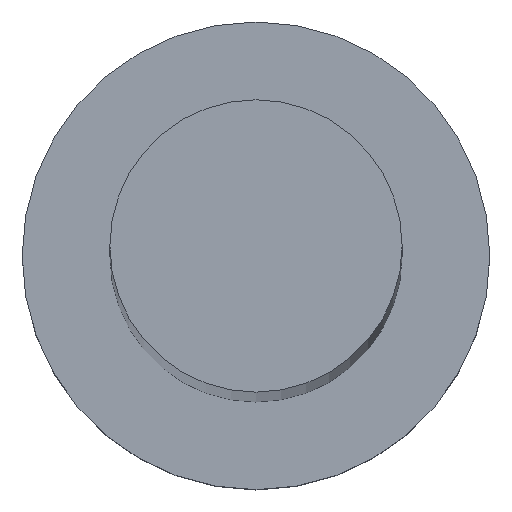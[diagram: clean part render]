
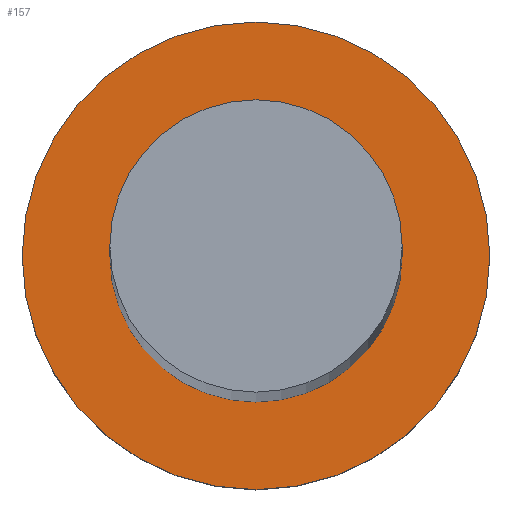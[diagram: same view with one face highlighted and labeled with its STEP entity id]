
A CAD part, top view. The second image highlights one B-rep face of the part: STEP entity #157.
In plain terms, the highlighted planar face has unit normal (0, 0, 1).
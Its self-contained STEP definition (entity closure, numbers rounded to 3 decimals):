
#18 = EDGE_CURVE ( 'NONE', #193, #201, #148, .T. ) ;
#25 = FACE_OUTER_BOUND ( 'NONE', #205, .T. ) ;
#27 = EDGE_CURVE ( 'NONE', #201, #193, #47, .T. ) ;
#47 = CIRCLE ( 'NONE', #181, 2.5 ) ;
#49 = CARTESIAN_POINT ( 'NONE',  ( 0., 0., 3. ) ) ;
#50 = DIRECTION ( 'NONE',  ( 1., 0., 0. ) ) ;
#52 = CIRCLE ( 'NONE', #244, 4. ) ;
#54 = ORIENTED_EDGE ( 'NONE', *, *, #18, .F. ) ;
#62 = DIRECTION ( 'NONE',  ( 0., 0., 1. ) ) ;
#64 = CARTESIAN_POINT ( 'NONE',  ( 4., 0., 3. ) ) ;
#70 = AXIS2_PLACEMENT_3D ( 'NONE', #97, #207, #248 ) ;
#75 = AXIS2_PLACEMENT_3D ( 'NONE', #49, #179, #50 ) ;
#76 = CARTESIAN_POINT ( 'NONE',  ( -4., 0., 3. ) ) ;
#77 = VERTEX_POINT ( 'NONE', #64 ) ;
#82 = CARTESIAN_POINT ( 'NONE',  ( 0., 0., 3. ) ) ;
#97 = CARTESIAN_POINT ( 'NONE',  ( 0., 0., 3. ) ) ;
#100 = EDGE_CURVE ( 'NONE', #77, #104, #52, .T. ) ;
#104 = VERTEX_POINT ( 'NONE', #76 ) ;
#114 = DIRECTION ( 'NONE',  ( 1., 0., 0. ) ) ;
#125 = DIRECTION ( 'NONE',  ( 1., 0., 0. ) ) ;
#134 = AXIS2_PLACEMENT_3D ( 'NONE', #237, #220, #125 ) ;
#148 = CIRCLE ( 'NONE', #70, 2.5 ) ;
#157 = ADVANCED_FACE ( 'NONE', ( #224, #25 ), #196, .T. ) ;
#158 = CARTESIAN_POINT ( 'NONE',  ( -2.5, 0., 3. ) ) ;
#160 = DIRECTION ( 'NONE',  ( 1., 0., 0. ) ) ;
#162 = EDGE_CURVE ( 'NONE', #104, #77, #231, .T. ) ;
#164 = ORIENTED_EDGE ( 'NONE', *, *, #27, .F. ) ;
#175 = CARTESIAN_POINT ( 'NONE',  ( 2.5, 0., 3. ) ) ;
#179 = DIRECTION ( 'NONE',  ( 0., 0., 1. ) ) ;
#181 = AXIS2_PLACEMENT_3D ( 'NONE', #82, #62, #114 ) ;
#193 = VERTEX_POINT ( 'NONE', #158 ) ;
#196 = PLANE ( 'NONE',  #134 ) ;
#201 = VERTEX_POINT ( 'NONE', #175 ) ;
#203 = ORIENTED_EDGE ( 'NONE', *, *, #100, .T. ) ;
#205 = EDGE_LOOP ( 'NONE', ( #247, #203 ) ) ;
#207 = DIRECTION ( 'NONE',  ( 0., 0., 1. ) ) ;
#220 = DIRECTION ( 'NONE',  ( 0., 0., 1. ) ) ;
#224 = FACE_BOUND ( 'NONE', #245, .T. ) ;
#229 = CARTESIAN_POINT ( 'NONE',  ( 0., 0., 3. ) ) ;
#231 = CIRCLE ( 'NONE', #75, 4. ) ;
#237 = CARTESIAN_POINT ( 'NONE',  ( 0., 0., 3. ) ) ;
#243 = DIRECTION ( 'NONE',  ( 0., 0., 1. ) ) ;
#244 = AXIS2_PLACEMENT_3D ( 'NONE', #229, #243, #160 ) ;
#245 = EDGE_LOOP ( 'NONE', ( #54, #164 ) ) ;
#247 = ORIENTED_EDGE ( 'NONE', *, *, #162, .T. ) ;
#248 = DIRECTION ( 'NONE',  ( 1., 0., 0. ) ) ;
